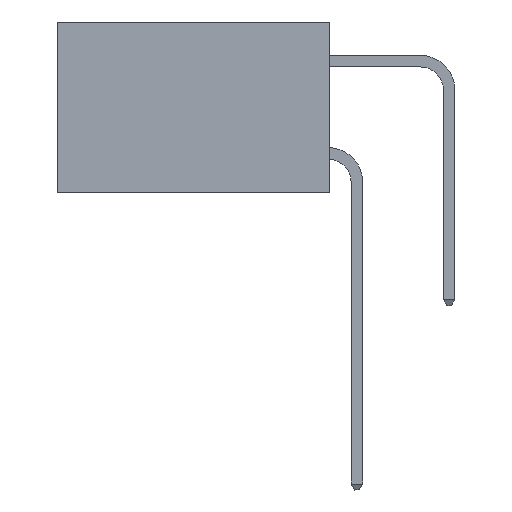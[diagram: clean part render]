
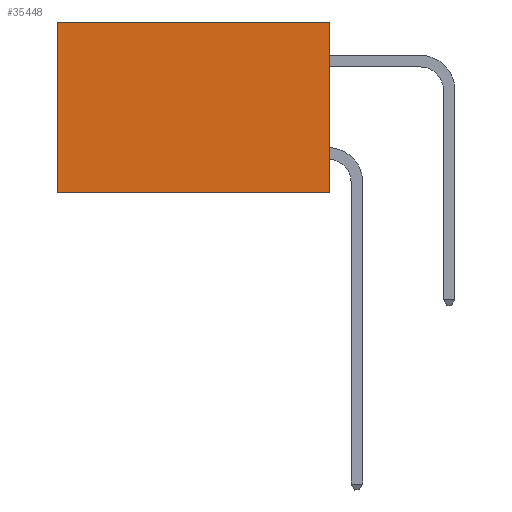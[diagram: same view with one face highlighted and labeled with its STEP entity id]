
A CAD part, left-side view. The second image highlights one B-rep face of the part: STEP entity #35448.
In plain terms, the highlighted planar face has unit normal (-1, 0, 0).
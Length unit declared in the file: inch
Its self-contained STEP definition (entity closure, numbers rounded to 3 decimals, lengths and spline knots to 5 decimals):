
#118 = FACE_OUTER_BOUND ( 'NONE', #35979, .T. ) ;
#1009 = AXIS2_PLACEMENT_3D ( 'NONE', #26454, #9466, #29300 ) ;
#2320 = CARTESIAN_POINT ( 'NONE',  ( 0.277, 0., -0.37 ) ) ;
#3182 = VECTOR ( 'NONE', #20242, 39.37008 ) ;
#3571 = CARTESIAN_POINT ( 'NONE',  ( 0.277, 0.59, 0. ) ) ;
#4754 = EDGE_CURVE ( 'NONE', #20999, #19274, #11786, .T. ) ;
#9088 = CARTESIAN_POINT ( 'NONE',  ( 0.277, 0., -0.37 ) ) ;
#9466 = DIRECTION ( 'NONE',  ( 1., 0., 0. ) ) ;
#11670 = LINE ( 'NONE', #2320, #25861 ) ;
#11786 = LINE ( 'NONE', #13027, #12687 ) ;
#12565 = DIRECTION ( 'NONE',  ( 0., 1., 0. ) ) ;
#12687 = VECTOR ( 'NONE', #12565, 39.37008 ) ;
#13027 = CARTESIAN_POINT ( 'NONE',  ( 0.277, 0., 0. ) ) ;
#14844 = CARTESIAN_POINT ( 'NONE',  ( 0.277, 0.59, -0.37 ) ) ;
#15066 = PLANE ( 'NONE',  #1009 ) ;
#16926 = VERTEX_POINT ( 'NONE', #9088 ) ;
#17407 = CARTESIAN_POINT ( 'NONE',  ( 0.277, 0., -0.37 ) ) ;
#18344 = LINE ( 'NONE', #17407, #3182 ) ;
#18371 = VERTEX_POINT ( 'NONE', #23502 ) ;
#18460 = ORIENTED_EDGE ( 'NONE', *, *, #35978, .F. ) ;
#19274 = VERTEX_POINT ( 'NONE', #3571 ) ;
#19387 = DIRECTION ( 'NONE',  ( 0., 0., -1. ) ) ;
#20242 = DIRECTION ( 'NONE',  ( 0., 1., 0. ) ) ;
#20999 = VERTEX_POINT ( 'NONE', #30815 ) ;
#23502 = CARTESIAN_POINT ( 'NONE',  ( 0.277, 0.59, -0.37 ) ) ;
#23541 = EDGE_CURVE ( 'NONE', #19274, #18371, #36644, .T. ) ;
#25861 = VECTOR ( 'NONE', #19387, 39.37008 ) ;
#26454 = CARTESIAN_POINT ( 'NONE',  ( 0.277, 0., -0.37 ) ) ;
#27753 = EDGE_CURVE ( 'NONE', #20999, #16926, #11670, .T. ) ;
#28736 = ORIENTED_EDGE ( 'NONE', *, *, #4754, .T. ) ;
#29300 = DIRECTION ( 'NONE',  ( 0., 0., -1. ) ) ;
#30815 = CARTESIAN_POINT ( 'NONE',  ( 0.277, 0., 0. ) ) ;
#31148 = ORIENTED_EDGE ( 'NONE', *, *, #23541, .T. ) ;
#31752 = DIRECTION ( 'NONE',  ( 0., 0., -1. ) ) ;
#32117 = ORIENTED_EDGE ( 'NONE', *, *, #27753, .F. ) ;
#35448 = ADVANCED_FACE ( 'NONE', ( #118 ), #15066, .F. ) ;
#35783 = VECTOR ( 'NONE', #31752, 39.37008 ) ;
#35978 = EDGE_CURVE ( 'NONE', #16926, #18371, #18344, .T. ) ;
#35979 = EDGE_LOOP ( 'NONE', ( #31148, #18460, #32117, #28736 ) ) ;
#36644 = LINE ( 'NONE', #14844, #35783 ) ;
